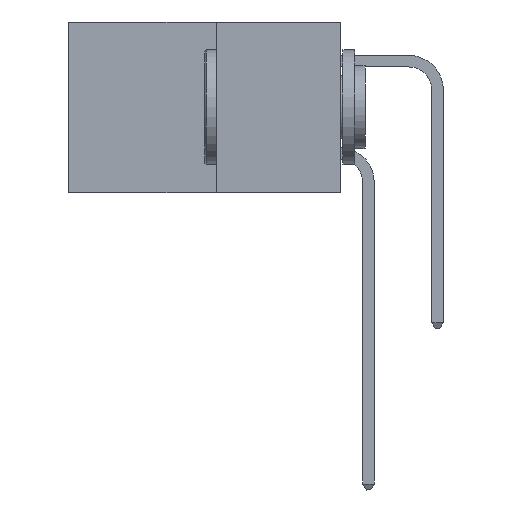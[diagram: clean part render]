
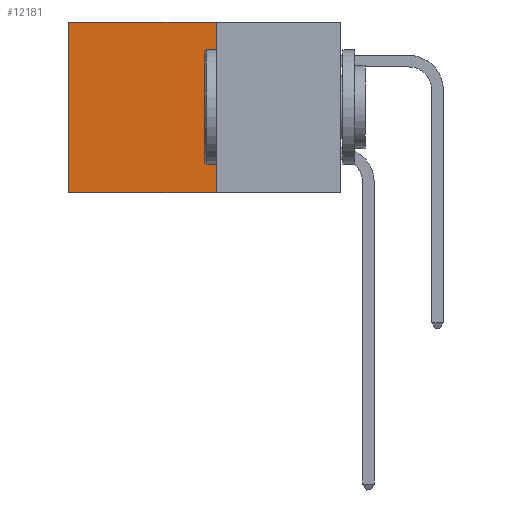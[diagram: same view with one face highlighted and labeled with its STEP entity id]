
A CAD part, left-side view. The second image highlights one B-rep face of the part: STEP entity #12181.
In plain terms, the highlighted planar face has unit normal (-1, 0, 0).
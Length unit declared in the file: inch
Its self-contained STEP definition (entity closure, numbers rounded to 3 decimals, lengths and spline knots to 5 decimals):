
#559 = CARTESIAN_POINT ( 'NONE',  ( 0.277, 0.27, -0.37 ) ) ;
#594 = DIRECTION ( 'NONE',  ( 0., 1., 0. ) ) ;
#611 = CARTESIAN_POINT ( 'NONE',  ( 0.277, 0.27, -0.37 ) ) ;
#708 = EDGE_CURVE ( 'NONE', #29936, #10271, #30331, .T. ) ;
#1693 = VECTOR ( 'NONE', #594, 39.37008 ) ;
#4452 = CARTESIAN_POINT ( 'NONE',  ( 0.277, 0.27, 0. ) ) ;
#5053 = VECTOR ( 'NONE', #13193, 39.37008 ) ;
#6464 = LINE ( 'NONE', #9025, #25832 ) ;
#7887 = EDGE_CURVE ( 'NONE', #12819, #29936, #6464, .T. ) ;
#7990 = ORIENTED_EDGE ( 'NONE', *, *, #708, .T. ) ;
#8530 = EDGE_CURVE ( 'NONE', #9427, #10271, #15147, .T. ) ;
#9025 = CARTESIAN_POINT ( 'NONE',  ( 0.277, 0.27, 0. ) ) ;
#9034 = DIRECTION ( 'NONE',  ( 0., 1., 0. ) ) ;
#9427 = VERTEX_POINT ( 'NONE', #10813 ) ;
#9767 = PLANE ( 'NONE',  #14546 ) ;
#10271 = VERTEX_POINT ( 'NONE', #11328 ) ;
#10813 = CARTESIAN_POINT ( 'NONE',  ( 0.277, 0.27, -0.37 ) ) ;
#11328 = CARTESIAN_POINT ( 'NONE',  ( 0.277, 0.59, -0.37 ) ) ;
#12181 = ADVANCED_FACE ( 'NONE', ( #25558 ), #9767, .F. ) ;
#12335 = DIRECTION ( 'NONE',  ( 1., 0., 0. ) ) ;
#12819 = VERTEX_POINT ( 'NONE', #4452 ) ;
#13193 = DIRECTION ( 'NONE',  ( 0., 0., -1. ) ) ;
#13695 = DIRECTION ( 'NONE',  ( 0., 0., -1. ) ) ;
#14546 = AXIS2_PLACEMENT_3D ( 'NONE', #19929, #12335, #29852 ) ;
#15147 = LINE ( 'NONE', #559, #1693 ) ;
#15838 = CARTESIAN_POINT ( 'NONE',  ( 0.277, 0.59, -0.37 ) ) ;
#15929 = EDGE_CURVE ( 'NONE', #12819, #9427, #31704, .T. ) ;
#17146 = VECTOR ( 'NONE', #13695, 39.37008 ) ;
#19929 = CARTESIAN_POINT ( 'NONE',  ( 0.277, 0.27, -0.37 ) ) ;
#21163 = EDGE_LOOP ( 'NONE', ( #7990, #24418, #27566, #26343 ) ) ;
#24418 = ORIENTED_EDGE ( 'NONE', *, *, #8530, .F. ) ;
#25558 = FACE_OUTER_BOUND ( 'NONE', #21163, .T. ) ;
#25832 = VECTOR ( 'NONE', #9034, 39.37008 ) ;
#26343 = ORIENTED_EDGE ( 'NONE', *, *, #7887, .T. ) ;
#26799 = CARTESIAN_POINT ( 'NONE',  ( 0.277, 0.59, 0. ) ) ;
#27566 = ORIENTED_EDGE ( 'NONE', *, *, #15929, .F. ) ;
#29852 = DIRECTION ( 'NONE',  ( 0., 0., -1. ) ) ;
#29936 = VERTEX_POINT ( 'NONE', #26799 ) ;
#30331 = LINE ( 'NONE', #15838, #17146 ) ;
#31704 = LINE ( 'NONE', #611, #5053 ) ;
